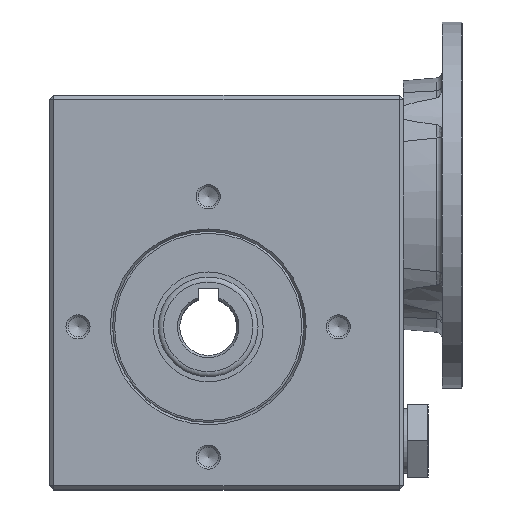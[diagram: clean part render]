
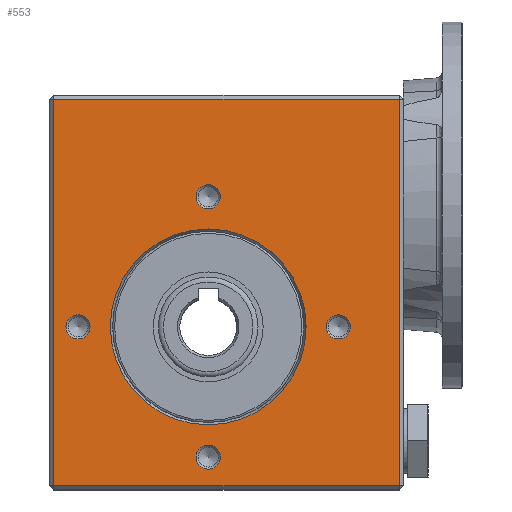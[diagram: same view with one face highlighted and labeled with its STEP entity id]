
A CAD part, top view. The second image highlights one B-rep face of the part: STEP entity #553.
In plain terms, the highlighted planar face has unit normal (0, 0, 1).
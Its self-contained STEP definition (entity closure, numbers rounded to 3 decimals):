
#553 = ADVANCED_FACE( '', ( #1416, #1417, #1418, #1419, #1420, #1421 ), #1422, .F. );
#1416 = FACE_OUTER_BOUND( '', #2938, .T. );
#1417 = FACE_BOUND( '', #2939, .T. );
#1418 = FACE_BOUND( '', #2940, .T. );
#1419 = FACE_BOUND( '', #2941, .T. );
#1420 = FACE_BOUND( '', #2942, .T. );
#1421 = FACE_BOUND( '', #2943, .T. );
#1422 = PLANE( '', #2944 );
#2938 = EDGE_LOOP( '', ( #4773, #4774, #4775, #4776 ) );
#2939 = EDGE_LOOP( '', ( #4777 ) );
#2940 = EDGE_LOOP( '', ( #4778 ) );
#2941 = EDGE_LOOP( '', ( #4779 ) );
#2942 = EDGE_LOOP( '', ( #4780 ) );
#2943 = EDGE_LOOP( '', ( #4781 ) );
#2944 = AXIS2_PLACEMENT_3D( '', #4782, #4783, #4784 );
#4773 = ORIENTED_EDGE( '', *, *, #6987, .T. );
#4774 = ORIENTED_EDGE( '', *, *, #6988, .T. );
#4775 = ORIENTED_EDGE( '', *, *, #6706, .T. );
#4776 = ORIENTED_EDGE( '', *, *, #6929, .T. );
#4777 = ORIENTED_EDGE( '', *, *, #6683, .T. );
#4778 = ORIENTED_EDGE( '', *, *, #6989, .T. );
#4779 = ORIENTED_EDGE( '', *, *, #6811, .T. );
#4780 = ORIENTED_EDGE( '', *, *, #6990, .T. );
#4781 = ORIENTED_EDGE( '', *, *, #6991, .T. );
#4782 = CARTESIAN_POINT( '', ( -39., -40., 27.5 ) );
#4783 = DIRECTION( '', ( 0., 0., -1. ) );
#4784 = DIRECTION( '', ( 0., 1., 0. ) );
#6683 = EDGE_CURVE( '', #7600, #7600, #7601, .T. );
#6706 = EDGE_CURVE( '', #7641, #7639, #7642, .T. );
#6811 = EDGE_CURVE( '', #7819, #7819, #7820, .T. );
#6929 = EDGE_CURVE( '', #7639, #8004, #8006, .T. );
#6987 = EDGE_CURVE( '', #8004, #8095, #8096, .T. );
#6988 = EDGE_CURVE( '', #8095, #7641, #8097, .T. );
#6989 = EDGE_CURVE( '', #8098, #8098, #8099, .T. );
#6990 = EDGE_CURVE( '', #8100, #8100, #8101, .T. );
#6991 = EDGE_CURVE( '', #8102, #8102, #8103, .T. );
#7600 = VERTEX_POINT( '', #8916 );
#7601 = CIRCLE( '', #8917, 2.959 );
#7639 = VERTEX_POINT( '', #9069 );
#7641 = VERTEX_POINT( '', #9072 );
#7642 = LINE( '', #9073, #9074 );
#7819 = VERTEX_POINT( '', #9380 );
#7820 = CIRCLE( '', #9381, 2.959 );
#8004 = VERTEX_POINT( '', #9704 );
#8006 = LINE( '', #9707, #9708 );
#8095 = VERTEX_POINT( '', #9917 );
#8096 = LINE( '', #9918, #9919 );
#8097 = LINE( '', #9920, #9921 );
#8098 = VERTEX_POINT( '', #9922 );
#8099 = CIRCLE( '', #9923, 2.959 );
#8100 = VERTEX_POINT( '', #9924 );
#8101 = CIRCLE( '', #9925, 2.959 );
#8102 = VERTEX_POINT( '', #9926 );
#8103 = CIRCLE( '', #9927, 24.077 );
#8916 = CARTESIAN_POINT( '', ( -2.959, 32., 27.5 ) );
#8917 = AXIS2_PLACEMENT_3D( '', #11245, #11246, #11247 );
#9069 = CARTESIAN_POINT( '', ( 47., -39., 27.5 ) );
#9072 = CARTESIAN_POINT( '', ( -38., -39., 27.5 ) );
#9073 = CARTESIAN_POINT( '', ( -39., -39., 27.5 ) );
#9074 = VECTOR( '', #11273, 1000. );
#9380 = CARTESIAN_POINT( '', ( -2.959, -32., 27.5 ) );
#9381 = AXIS2_PLACEMENT_3D( '', #11416, #11417, #11418 );
#9704 = CARTESIAN_POINT( '', ( 47., 56., 27.5 ) );
#9707 = CARTESIAN_POINT( '', ( 47., -40., 27.5 ) );
#9708 = VECTOR( '', #11584, 1000. );
#9917 = CARTESIAN_POINT( '', ( -38., 56., 27.5 ) );
#9918 = CARTESIAN_POINT( '', ( -39., 56., 27.5 ) );
#9919 = VECTOR( '', #11646, 1000. );
#9920 = CARTESIAN_POINT( '', ( -38., -40., 27.5 ) );
#9921 = VECTOR( '', #11647, 1000. );
#9922 = CARTESIAN_POINT( '', ( -34.959, 0., 27.5 ) );
#9923 = AXIS2_PLACEMENT_3D( '', #11648, #11649, #11650 );
#9924 = CARTESIAN_POINT( '', ( 29.042, 0., 27.5 ) );
#9925 = AXIS2_PLACEMENT_3D( '', #11651, #11652, #11653 );
#9926 = CARTESIAN_POINT( '', ( -24.077, 0., 27.5 ) );
#9927 = AXIS2_PLACEMENT_3D( '', #11654, #11655, #11656 );
#11245 = CARTESIAN_POINT( '', ( 0., 32., 27.5 ) );
#11246 = DIRECTION( '', ( 0., 0., -1. ) );
#11247 = DIRECTION( '', ( -1., 0., 0. ) );
#11273 = DIRECTION( '', ( 1., 0., 0. ) );
#11416 = CARTESIAN_POINT( '', ( 0., -32., 27.5 ) );
#11417 = DIRECTION( '', ( 0., 0., -1. ) );
#11418 = DIRECTION( '', ( -1., 0., 0. ) );
#11584 = DIRECTION( '', ( 0., 1., 0. ) );
#11646 = DIRECTION( '', ( -1., 0., 0. ) );
#11647 = DIRECTION( '', ( 0., -1., 0. ) );
#11648 = CARTESIAN_POINT( '', ( -32., 0., 27.5 ) );
#11649 = DIRECTION( '', ( 0., 0., -1. ) );
#11650 = DIRECTION( '', ( -1., 0., 0. ) );
#11651 = CARTESIAN_POINT( '', ( 32., 0., 27.5 ) );
#11652 = DIRECTION( '', ( 0., 0., -1. ) );
#11653 = DIRECTION( '', ( -1., 0., 0. ) );
#11654 = CARTESIAN_POINT( '', ( 0., 0., 27.5 ) );
#11655 = DIRECTION( '', ( 0., 0., -1. ) );
#11656 = DIRECTION( '', ( -1., 0., 0. ) );
